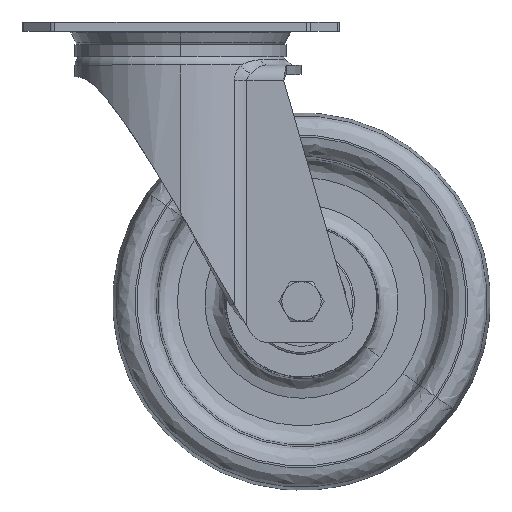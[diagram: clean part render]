
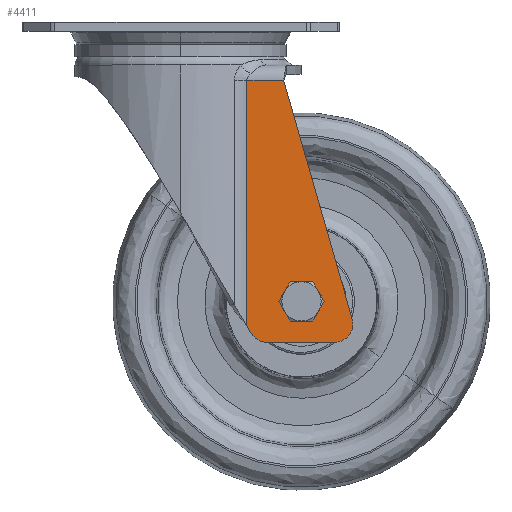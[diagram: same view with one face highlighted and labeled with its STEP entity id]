
A CAD part, top view. The second image highlights one B-rep face of the part: STEP entity #4411.
In plain terms, the highlighted planar face has unit normal (0, 0, 1).
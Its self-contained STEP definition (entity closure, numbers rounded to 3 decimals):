
#664 = DIRECTION ( 'NONE',  ( 1., 0., 0. ) ) ;
#700 = EDGE_LOOP ( 'NONE', ( #8045, #9001 ) ) ;
#748 = DIRECTION ( 'NONE',  ( -1., 0., 0. ) ) ;
#882 = EDGE_CURVE ( 'NONE', #13046, #17222, #15766, .T. ) ;
#1665 = CARTESIAN_POINT ( 'NONE',  ( 22.85, -102.225, 29. ) ) ;
#1673 = AXIS2_PLACEMENT_3D ( 'NONE', #15841, #21408, #7148 ) ;
#1892 = CARTESIAN_POINT ( 'NONE',  ( 22.379, -101.421, 29. ) ) ;
#2236 = DIRECTION ( 'NONE',  ( 0., 0., 1. ) ) ;
#2462 = PLANE ( 'NONE',  #19766 ) ;
#2514 = CARTESIAN_POINT ( 'NONE',  ( 25.973, -19.3, 29. ) ) ;
#2636 = CARTESIAN_POINT ( 'NONE',  ( 28.5, -100.002, 29. ) ) ;
#2656 = VERTEX_POINT ( 'NONE', #3720 ) ;
#2671 = EDGE_CURVE ( 'NONE', #2656, #6745, #11058, .T. ) ;
#3176 = CARTESIAN_POINT ( 'NONE',  ( 23.32, -103.03, 29. ) ) ;
#3229 = AXIS2_PLACEMENT_3D ( 'NONE', #10695, #2236, #748 ) ;
#3403 = B_SPLINE_CURVE_WITH_KNOTS ( 'NONE', 3,
 ( #17392, #1665, #1892, #8766 ),
 .UNSPECIFIED., .F., .F.,
 ( 4, 4 ),
 ( 0., 1. ),
 .UNSPECIFIED. ) ;
#3720 = CARTESIAN_POINT ( 'NONE',  ( 56.799, -98.346, 29. ) ) ;
#3852 = ORIENTED_EDGE ( 'NONE', *, *, #21360, .F. ) ;
#3868 = CARTESIAN_POINT ( 'NONE',  ( 28.5, -106.002, 29. ) ) ;
#4406 = CARTESIAN_POINT ( 'NONE',  ( 30.037, -19.3, 29. ) ) ;
#4411 = ADVANCED_FACE ( 'NONE', ( #10681, #17612 ), #2462, .T. ) ;
#5415 = CARTESIAN_POINT ( 'NONE',  ( 34.101, -19.3, 29. ) ) ;
#5441 = CARTESIAN_POINT ( 'NONE',  ( 21.909, -46.405, 29. ) ) ;
#5767 = DIRECTION ( 'NONE',  ( 0., 0., -1. ) ) ;
#6370 = CARTESIAN_POINT ( 'NONE',  ( 40., -92.5, 29. ) ) ;
#6745 = VERTEX_POINT ( 'NONE', #8264 ) ;
#6901 = AXIS2_PLACEMENT_3D ( 'NONE', #2636, #7710, #16639 ) ;
#7003 = LINE ( 'NONE', #5415, #15906 ) ;
#7148 = DIRECTION ( 'NONE',  ( 0.029, -1., 0. ) ) ;
#7710 = DIRECTION ( 'NONE',  ( 0., 0., -1. ) ) ;
#7979 = ORIENTED_EDGE ( 'NONE', *, *, #18289, .F. ) ;
#8045 = ORIENTED_EDGE ( 'NONE', *, *, #20940, .F. ) ;
#8264 = CARTESIAN_POINT ( 'NONE',  ( 51.205, -105.999, 29. ) ) ;
#8280 = DIRECTION ( 'NONE',  ( 1., 0., 0. ) ) ;
#8766 = CARTESIAN_POINT ( 'NONE',  ( 21.909, -100.616, 29. ) ) ;
#9001 = ORIENTED_EDGE ( 'NONE', *, *, #882, .F. ) ;
#9198 = EDGE_CURVE ( 'NONE', #15697, #12388, #17427, .T. ) ;
#9547 = DIRECTION ( 'NONE',  ( 1., 0., 0. ) ) ;
#9771 = CIRCLE ( 'NONE', #16634, 6. ) ;
#9822 = EDGE_CURVE ( 'NONE', #13264, #11207, #13462, .T. ) ;
#10307 = ORIENTED_EDGE ( 'NONE', *, *, #2671, .F. ) ;
#10604 = CARTESIAN_POINT ( 'NONE',  ( 34.101, -19.3, 29. ) ) ;
#10681 = FACE_BOUND ( 'NONE', #700, .T. ) ;
#10695 = CARTESIAN_POINT ( 'NONE',  ( 40., -92.5, 29. ) ) ;
#10860 = CARTESIAN_POINT ( 'NONE',  ( 44.1, -92.5, 29. ) ) ;
#10981 = DIRECTION ( 'NONE',  ( 0.029, -1., 0. ) ) ;
#11058 = CIRCLE ( 'NONE', #1673, 6. ) ;
#11121 = CARTESIAN_POINT ( 'NONE',  ( 21.909, -19.3, 29. ) ) ;
#11207 = VERTEX_POINT ( 'NONE', #11121 ) ;
#11571 = VERTEX_POINT ( 'NONE', #3176 ) ;
#12364 = EDGE_LOOP ( 'NONE', ( #15801, #7979, #15715, #3852, #10307, #17438, #18365, #20905 ) ) ;
#12388 = VERTEX_POINT ( 'NONE', #18437 ) ;
#13046 = VERTEX_POINT ( 'NONE', #10860 ) ;
#13243 = CARTESIAN_POINT ( 'NONE',  ( 21.909, -19.3, 29. ) ) ;
#13264 = VERTEX_POINT ( 'NONE', #10604 ) ;
#13307 = CARTESIAN_POINT ( 'NONE',  ( 0., -99.409, 29. ) ) ;
#13462 = B_SPLINE_CURVE_WITH_KNOTS ( 'NONE', 3,
 ( #21841, #4406, #2514, #13243 ),
 .UNSPECIFIED., .F., .F.,
 ( 4, 4 ),
 ( 0., 1. ),
 .UNSPECIFIED. ) ;
#13905 = EDGE_CURVE ( 'NONE', #15417, #11207, #15827, .T. ) ;
#14075 = CARTESIAN_POINT ( 'NONE',  ( 21.909, -100.616, 29. ) ) ;
#14439 = CARTESIAN_POINT ( 'NONE',  ( 35.9, -92.5, 29. ) ) ;
#14515 = EDGE_CURVE ( 'NONE', #11571, #15417, #3403, .T. ) ;
#15417 = VERTEX_POINT ( 'NONE', #20683 ) ;
#15502 = CARTESIAN_POINT ( 'NONE',  ( 28.5, -106.002, 29. ) ) ;
#15697 = VERTEX_POINT ( 'NONE', #3868 ) ;
#15715 = ORIENTED_EDGE ( 'NONE', *, *, #9198, .T. ) ;
#15766 = CIRCLE ( 'NONE', #21579, 4.1 ) ;
#15801 = ORIENTED_EDGE ( 'NONE', *, *, #14515, .F. ) ;
#15827 = B_SPLINE_CURVE_WITH_KNOTS ( 'NONE', 3,
 ( #14075, #20970, #5441, #19266 ),
 .UNSPECIFIED., .F., .F.,
 ( 4, 4 ),
 ( 0., 1. ),
 .UNSPECIFIED. ) ;
#15841 = CARTESIAN_POINT ( 'NONE',  ( 51.032, -100.002, 29. ) ) ;
#15906 = VECTOR ( 'NONE', #19476, 1000. ) ;
#16634 = AXIS2_PLACEMENT_3D ( 'NONE', #17796, #5767, #10981 ) ;
#16639 = DIRECTION ( 'NONE',  ( 0., -1., 0. ) ) ;
#16663 = CIRCLE ( 'NONE', #6901, 6. ) ;
#16784 = DIRECTION ( 'NONE',  ( 0., 0., 1. ) ) ;
#17222 = VERTEX_POINT ( 'NONE', #14439 ) ;
#17392 = CARTESIAN_POINT ( 'NONE',  ( 23.32, -103.03, 29. ) ) ;
#17427 = LINE ( 'NONE', #15502, #21223 ) ;
#17438 = ORIENTED_EDGE ( 'NONE', *, *, #21659, .F. ) ;
#17612 = FACE_OUTER_BOUND ( 'NONE', #12364, .T. ) ;
#17796 = CARTESIAN_POINT ( 'NONE',  ( 51.032, -100.002, 29. ) ) ;
#18289 = EDGE_CURVE ( 'NONE', #15697, #11571, #16663, .T. ) ;
#18365 = ORIENTED_EDGE ( 'NONE', *, *, #9822, .T. ) ;
#18437 = CARTESIAN_POINT ( 'NONE',  ( 51.032, -106.002, 29. ) ) ;
#19266 = CARTESIAN_POINT ( 'NONE',  ( 21.909, -19.3, 29. ) ) ;
#19476 = DIRECTION ( 'NONE',  ( 0.276, -0.961, 0. ) ) ;
#19766 = AXIS2_PLACEMENT_3D ( 'NONE', #13307, #16784, #9547 ) ;
#20191 = DIRECTION ( 'NONE',  ( 0., 0., 1. ) ) ;
#20683 = CARTESIAN_POINT ( 'NONE',  ( 21.909, -100.616, 29. ) ) ;
#20905 = ORIENTED_EDGE ( 'NONE', *, *, #13905, .F. ) ;
#20940 = EDGE_CURVE ( 'NONE', #17222, #13046, #22036, .T. ) ;
#20970 = CARTESIAN_POINT ( 'NONE',  ( 21.909, -73.511, 29. ) ) ;
#21223 = VECTOR ( 'NONE', #664, 1000. ) ;
#21360 = EDGE_CURVE ( 'NONE', #6745, #12388, #9771, .T. ) ;
#21408 = DIRECTION ( 'NONE',  ( 0., 0., -1. ) ) ;
#21579 = AXIS2_PLACEMENT_3D ( 'NONE', #6370, #20191, #8280 ) ;
#21659 = EDGE_CURVE ( 'NONE', #13264, #2656, #7003, .T. ) ;
#21841 = CARTESIAN_POINT ( 'NONE',  ( 34.101, -19.3, 29. ) ) ;
#22036 = CIRCLE ( 'NONE', #3229, 4.1 ) ;
